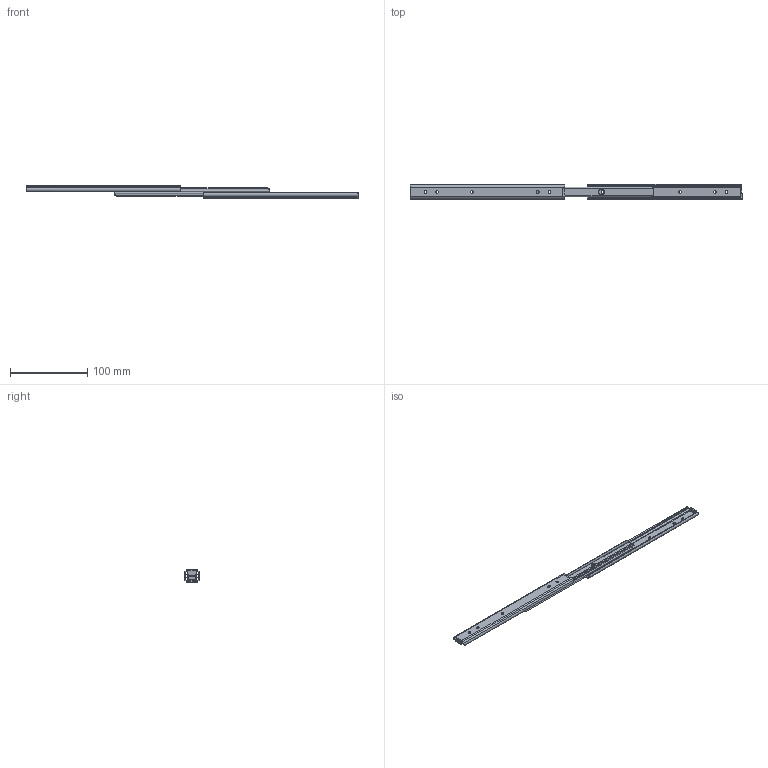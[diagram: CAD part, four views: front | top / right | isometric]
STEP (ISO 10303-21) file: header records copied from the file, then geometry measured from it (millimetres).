
FILE_DESCRIPTION (( 'STEP AP203' ), '1' );
FILE_NAME ('2031-200 AS.STEP', '2020-04-23T05:20:13', ( '' ), ( '' ), 'SwSTEP 2.0', 'SolidWorks 2019', '' );
FILE_SCHEMA (( 'CONFIG_CONTROL_DESIGN' ));
Length unit declared in the file: millimetre
Products named in the file (4): 2031-200 AS; CM-Assem1; OM-2031-200; IM-2031-200
Assembly tree (5 placements, depth 3):
  2031-200 AS
    OM-2031-200  x2
    CM-Assem1
      IM-2031-200  x2
Bounding box: 428.6 x 20 x 16 mm (x, y, z)
Volume: 24654.4 mm3; surface area: 40067.5 mm2
Topology: 4 solids, 4 shells, 196 faces, 564 edges, 372 vertices
Faces by surface type: plane 102, cylinder 94
Entity records: 3926 total; most frequent: CARTESIAN_POINT 835, ORIENTED_EDGE 564, DIRECTION 546, EDGE_CURVE 282, VERTEX_POINT 186, AXIS2_PLACEMENT_3D 185, LINE 176, VECTOR 176
